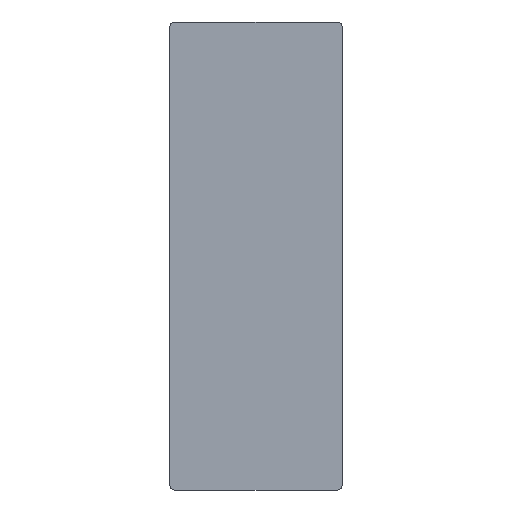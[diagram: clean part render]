
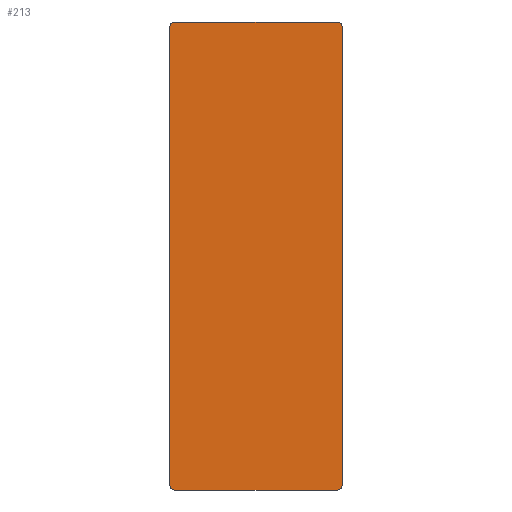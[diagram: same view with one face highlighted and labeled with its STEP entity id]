
A CAD part, left-side view. The second image highlights one B-rep face of the part: STEP entity #213.
In plain terms, the highlighted planar face has unit normal (-1, 0, 0).
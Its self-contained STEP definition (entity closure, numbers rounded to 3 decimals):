
#6 = CARTESIAN_POINT ( 'NONE',  ( -164.666, 0., 15.147 ) ) ;
#9 = VERTEX_POINT ( 'NONE', #129 ) ;
#29 = EDGE_CURVE ( 'NONE', #9, #152, #176, .T. ) ;
#34 = DIRECTION ( 'NONE',  ( 0., -1., 0. ) ) ;
#35 = LINE ( 'NONE', #377, #95 ) ;
#36 = CARTESIAN_POINT ( 'NONE',  ( -164.666, 102.407, 21.497 ) ) ;
#37 = VERTEX_POINT ( 'NONE', #49 ) ;
#47 = CIRCLE ( 'NONE', #321, 6.35 ) ;
#49 = CARTESIAN_POINT ( 'NONE',  ( -164.666, 303.303, 15.147 ) ) ;
#59 = CARTESIAN_POINT ( 'NONE',  ( -164.666, 303.303, 594.453 ) ) ;
#69 = CARTESIAN_POINT ( 'NONE',  ( -164.666, 309.653, 21.497 ) ) ;
#76 = PLANE ( 'NONE',  #90 ) ;
#87 = DIRECTION ( 'NONE',  ( 0., 1., 0. ) ) ;
#89 = VERTEX_POINT ( 'NONE', #59 ) ;
#90 = AXIS2_PLACEMENT_3D ( 'NONE', #205, #345, #34 ) ;
#93 = DIRECTION ( 'NONE',  ( -1., 0., 0. ) ) ;
#95 = VECTOR ( 'NONE', #289, 1000. ) ;
#96 = ORIENTED_EDGE ( 'NONE', *, *, #367, .F. ) ;
#103 = CARTESIAN_POINT ( 'NONE',  ( -164.666, 0., 594.453 ) ) ;
#104 = CIRCLE ( 'NONE', #132, 6.35 ) ;
#110 = CARTESIAN_POINT ( 'NONE',  ( -164.666, 96.057, 0. ) ) ;
#115 = ORIENTED_EDGE ( 'NONE', *, *, #318, .T. ) ;
#127 = FACE_OUTER_BOUND ( 'NONE', #313, .T. ) ;
#129 = CARTESIAN_POINT ( 'NONE',  ( -164.666, 96.057, 588.103 ) ) ;
#132 = AXIS2_PLACEMENT_3D ( 'NONE', #238, #93, #288 ) ;
#136 = DIRECTION ( 'NONE',  ( 0., 0., -1. ) ) ;
#138 = ORIENTED_EDGE ( 'NONE', *, *, #291, .F. ) ;
#139 = DIRECTION ( 'NONE',  ( -1., 0., 0. ) ) ;
#140 = CARTESIAN_POINT ( 'NONE',  ( -164.666, 303.303, 21.497 ) ) ;
#152 = VERTEX_POINT ( 'NONE', #229 ) ;
#166 = VECTOR ( 'NONE', #201, 1000. ) ;
#176 = CIRCLE ( 'NONE', #258, 6.35 ) ;
#182 = CIRCLE ( 'NONE', #281, 6.35 ) ;
#183 = VERTEX_POINT ( 'NONE', #319 ) ;
#187 = VECTOR ( 'NONE', #87, 1000. ) ;
#193 = EDGE_CURVE ( 'NONE', #257, #37, #47, .T. ) ;
#198 = VERTEX_POINT ( 'NONE', #346 ) ;
#201 = DIRECTION ( 'NONE',  ( 0., -1., 0. ) ) ;
#205 = CARTESIAN_POINT ( 'NONE',  ( -164.666, 0., 0. ) ) ;
#213 = ADVANCED_FACE ( 'NONE', ( #127 ), #76, .F. ) ;
#217 = CARTESIAN_POINT ( 'NONE',  ( -164.666, 102.407, 588.103 ) ) ;
#229 = CARTESIAN_POINT ( 'NONE',  ( -164.666, 102.407, 594.453 ) ) ;
#230 = LINE ( 'NONE', #110, #278 ) ;
#238 = CARTESIAN_POINT ( 'NONE',  ( -164.666, 303.303, 588.103 ) ) ;
#239 = DIRECTION ( 'NONE',  ( -1., 0., 0. ) ) ;
#246 = DIRECTION ( 'NONE',  ( 0., 1., 0. ) ) ;
#257 = VERTEX_POINT ( 'NONE', #69 ) ;
#258 = AXIS2_PLACEMENT_3D ( 'NONE', #217, #239, #246 ) ;
#259 = CARTESIAN_POINT ( 'NONE',  ( -164.666, 96.057, 21.497 ) ) ;
#275 = ORIENTED_EDGE ( 'NONE', *, *, #29, .T. ) ;
#278 = VECTOR ( 'NONE', #136, 1000. ) ;
#281 = AXIS2_PLACEMENT_3D ( 'NONE', #36, #373, #292 ) ;
#288 = DIRECTION ( 'NONE',  ( 0., 1., 0. ) ) ;
#289 = DIRECTION ( 'NONE',  ( 0., 0., 1. ) ) ;
#291 = EDGE_CURVE ( 'NONE', #198, #37, #323, .T. ) ;
#292 = DIRECTION ( 'NONE',  ( 0., 1., 0. ) ) ;
#295 = ORIENTED_EDGE ( 'NONE', *, *, #371, .F. ) ;
#296 = DIRECTION ( 'NONE',  ( 0., 1., 0. ) ) ;
#299 = EDGE_CURVE ( 'NONE', #198, #316, #182, .T. ) ;
#308 = ORIENTED_EDGE ( 'NONE', *, *, #299, .T. ) ;
#311 = LINE ( 'NONE', #103, #166 ) ;
#313 = EDGE_LOOP ( 'NONE', ( #138, #308, #295, #275, #96, #115, #329, #322 ) ) ;
#316 = VERTEX_POINT ( 'NONE', #259 ) ;
#318 = EDGE_CURVE ( 'NONE', #89, #183, #104, .T. ) ;
#319 = CARTESIAN_POINT ( 'NONE',  ( -164.666, 309.653, 588.103 ) ) ;
#321 = AXIS2_PLACEMENT_3D ( 'NONE', #140, #139, #296 ) ;
#322 = ORIENTED_EDGE ( 'NONE', *, *, #193, .T. ) ;
#323 = LINE ( 'NONE', #6, #187 ) ;
#325 = EDGE_CURVE ( 'NONE', #257, #183, #35, .T. ) ;
#329 = ORIENTED_EDGE ( 'NONE', *, *, #325, .F. ) ;
#345 = DIRECTION ( 'NONE',  ( 1., 0., 0. ) ) ;
#346 = CARTESIAN_POINT ( 'NONE',  ( -164.666, 102.407, 15.147 ) ) ;
#367 = EDGE_CURVE ( 'NONE', #89, #152, #311, .T. ) ;
#371 = EDGE_CURVE ( 'NONE', #9, #316, #230, .T. ) ;
#373 = DIRECTION ( 'NONE',  ( -1., 0., 0. ) ) ;
#377 = CARTESIAN_POINT ( 'NONE',  ( -164.666, 309.653, 0. ) ) ;
